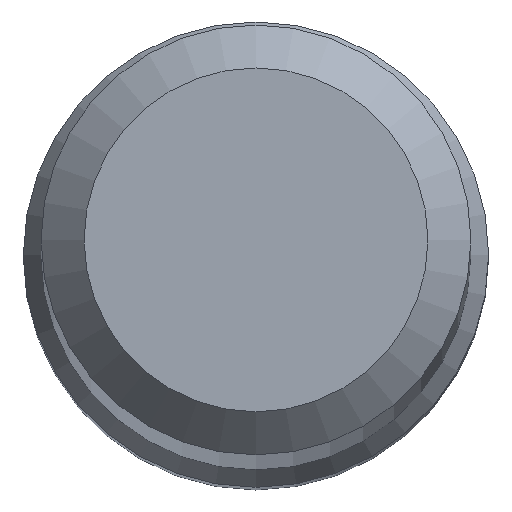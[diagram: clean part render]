
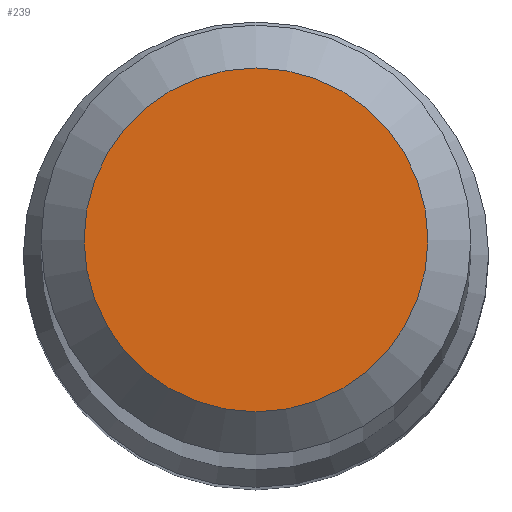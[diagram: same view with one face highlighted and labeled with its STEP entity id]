
A CAD part, top view. The second image highlights one B-rep face of the part: STEP entity #239.
In plain terms, the highlighted planar face has unit normal (0, 0, 1).
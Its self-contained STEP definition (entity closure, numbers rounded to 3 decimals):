
#30 = CARTESIAN_POINT ( 'NONE',  ( 0., 0., 70. ) ) ;
#47 = DIRECTION ( 'NONE',  ( 0., 1., 0. ) ) ;
#54 = CIRCLE ( 'NONE', #127, 1.2 ) ;
#60 = CARTESIAN_POINT ( 'NONE',  ( 0., 0., 70. ) ) ;
#65 = DIRECTION ( 'NONE',  ( 0., 0., 1. ) ) ;
#101 = EDGE_CURVE ( 'NONE', #162, #162, #54, .T. ) ;
#105 = ORIENTED_EDGE ( 'NONE', *, *, #101, .F. ) ;
#122 = FACE_OUTER_BOUND ( 'NONE', #187, .T. ) ;
#127 = AXIS2_PLACEMENT_3D ( 'NONE', #60, #135, #47 ) ;
#135 = DIRECTION ( 'NONE',  ( 0., 0., -1. ) ) ;
#144 = DIRECTION ( 'NONE',  ( 0., -1., 0. ) ) ;
#162 = VERTEX_POINT ( 'NONE', #238 ) ;
#187 = EDGE_LOOP ( 'NONE', ( #105 ) ) ;
#196 = AXIS2_PLACEMENT_3D ( 'NONE', #30, #65, #144 ) ;
#197 = PLANE ( 'NONE',  #196 ) ;
#238 = CARTESIAN_POINT ( 'NONE',  ( 0., 1.2, 70. ) ) ;
#239 = ADVANCED_FACE ( 'NONE', ( #122 ), #197, .T. ) ;
